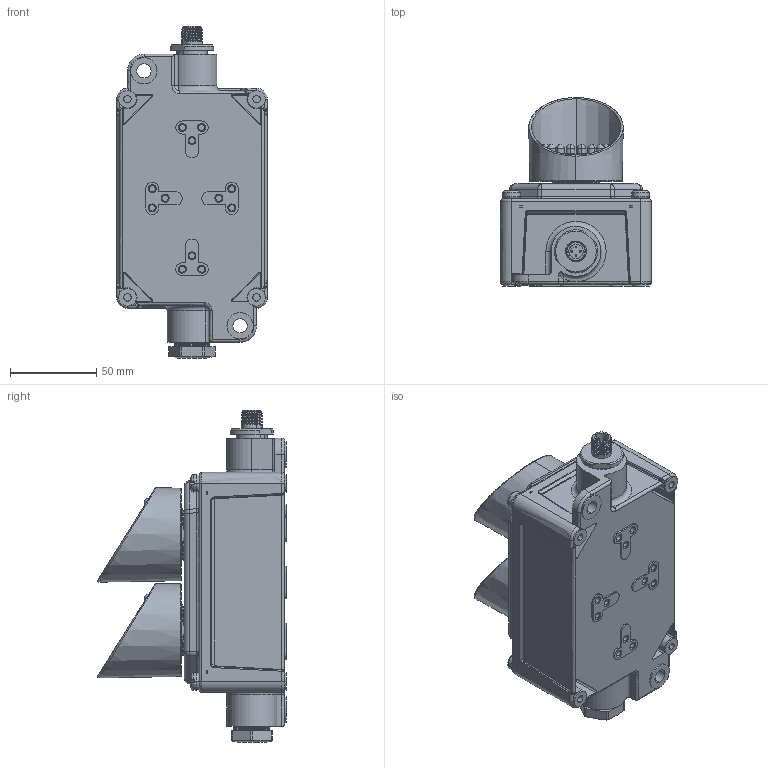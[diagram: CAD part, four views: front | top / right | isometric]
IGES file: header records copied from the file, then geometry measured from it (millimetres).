
Start section:  PTC IGES file: 148790.igs
Global section: file name: 148790.igs; native system: Pro/ENGINEER by Parametric Technology Corporation; preprocessor: 2009141; author: banengservice; organization: Unknown; date: 20100426.121223; units: inch
Bounding box: 87.63 x 109.55 x 192.82 mm (x, y, z)
Volume: 225011.9 mm3; surface area: 174619.9 mm2
Topology: 7 solids, 7 shells, 2181 faces, 5532 edges, 3415 vertices
Faces by surface type: revolution 1323, bspline 858
